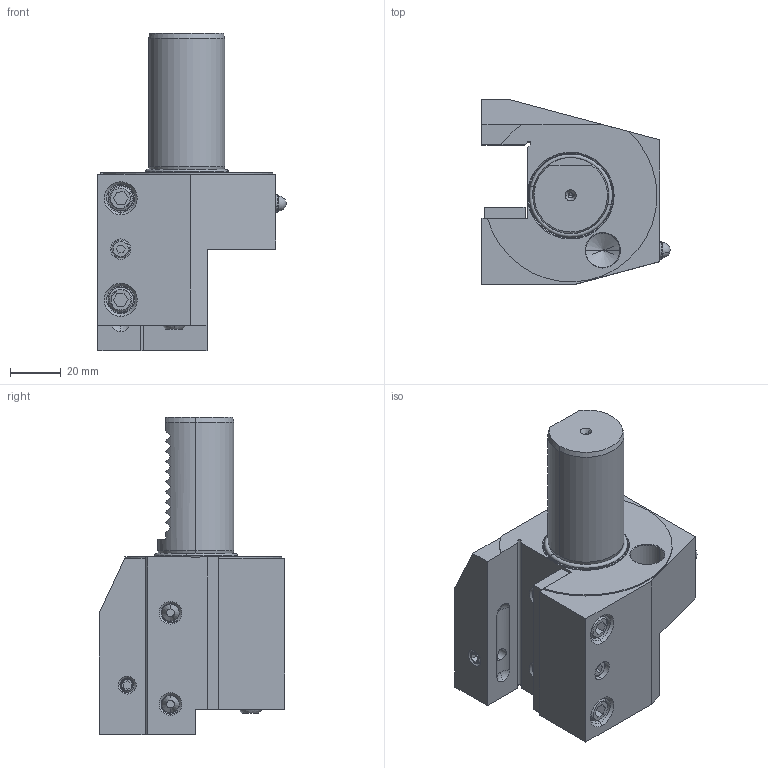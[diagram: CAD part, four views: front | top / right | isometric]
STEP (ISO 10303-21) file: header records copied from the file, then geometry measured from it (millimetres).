
FILE_DESCRIPTION (( 'STEP AP203' ), '1' );
FILE_NAME ('309.43.20.IK.STEP', '2017-12-26T03:14:01', ( '' ), ( '' ), 'SwSTEP 2.0', 'SolidWorks 2012', '' );
FILE_SCHEMA (( 'CONFIG_CONTROL_DESIGN' ));
Products named in the file (14): 管螺文螺絲; 2-44100006N4出水銅嘴; 2-441010041A7止水鉚珠; O型環; M10平頭螺絲x25; 皿頭_M4xP0.7x8L; 16x5.8-2; M4x25; M8尖頭螺絲; VDI30 C3; 60x16x4.5; O型環8; 309.43.20.IK; M6螺絲投
Assembly tree (17 placements, depth 2):
  309.43.20.IK
    VDI30 C3
    60x16x4.5
    16x5.8-2
    M4x25
    M8尖頭螺絲  x2
    M10平頭螺絲x25  x2
    O型環
    皿頭_M4xP0.7x8L
    2-44100006N4出水銅嘴
    2-441010041A7止水鉚珠
    管螺文螺絲
    M6螺絲投  x3
    O型環8
Bounding box: 74.17 x 73 x 125 mm (x, y, z)
Volume: 230657.2 mm3; surface area: 51317.5 mm2
Topology: 18 solids, 18 shells, 902 faces, 2400 edges, 1525 vertices
Faces by surface type: cylinder 445, cone 220, plane 160, bspline 51, torus 18, sphere 8
Entity records: 65469 total; most frequent: CARTESIAN_POINT 46949, ORIENTED_EDGE 4120, DIRECTION 2990, EDGE_CURVE 2060, VERTEX_POINT 1311, AXIS2_PLACEMENT_3D 1101, EDGE_LOOP 821, LINE 788
